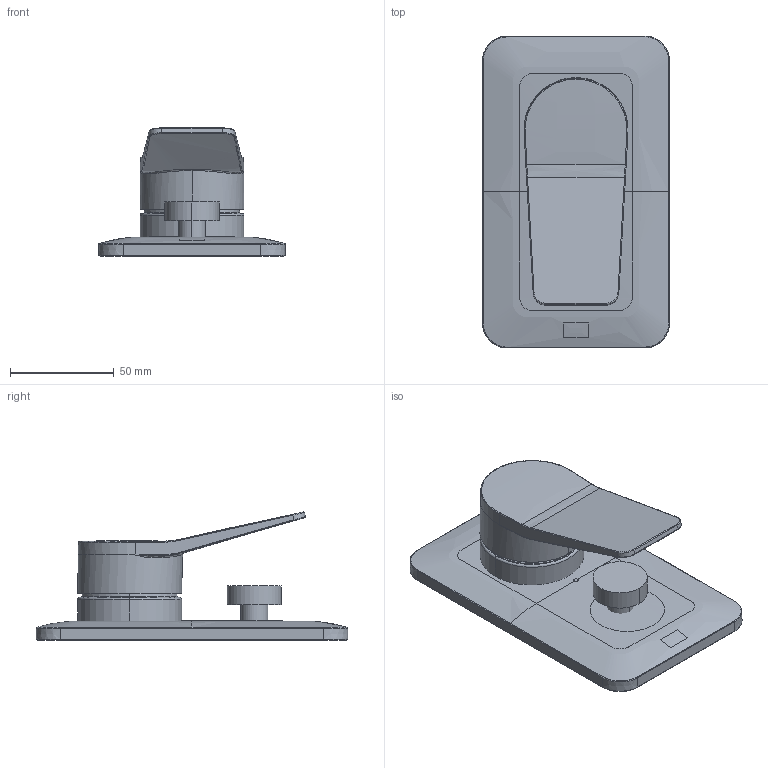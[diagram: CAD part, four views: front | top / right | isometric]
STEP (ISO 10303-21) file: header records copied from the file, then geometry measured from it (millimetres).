
FILE_DESCRIPTION (( 'STEP AP203' ), '1' );
FILE_NAME ('36120845-00.STEP', '2018-07-03T15:11:17', ( '' ), ( '' ), 'SwSTEP 2.0', 'SolidWorks 2017', '' );
FILE_SCHEMA (( 'CONFIG_CONTROL_DESIGN' ));
Length unit declared in the file: millimetre
Products named in the file (5): Planungsmodell_Haube-+-09.11.02.252.90-01_K1; Planungsmodell_Hebel-+-09.20.84.023.90-01_K1; Planungsmodell_Knopf_09.20.78.-+-09.20.78.056.90-01_-_K1; 36120845-00; Planungsmodell_Platte-+-09.11.02.302-00-01_K1
Assembly tree (4 placements, depth 2):
  36120845-00
    Planungsmodell_Platte-+-09.11.02.302-00-01_K1
    Planungsmodell_Haube-+-09.11.02.252.90-01_K1
    Planungsmodell_Hebel-+-09.20.84.023.90-01_K1
    Planungsmodell_Knopf_09.20.78.-+-09.20.78.056.90-01_-_K1
Bounding box: 89.99 x 149.99 x 61.6 mm (x, y, z)
Volume: 225020.1 mm3; surface area: 52545.3 mm2
Topology: 4 solids, 4 shells, 97 faces, 211 edges, 127 vertices
Faces by surface type: bspline 47, plane 20, cylinder 12, torus 10, cone 8
Entity records: 9827 total; most frequent: CARTESIAN_POINT 7500, ORIENTED_EDGE 422, DIRECTION 304, EDGE_CURVE 211, AXIS2_PLACEMENT_3D 132, VERTEX_POINT 127, EDGE_LOOP 102, ADVANCED_FACE 97
